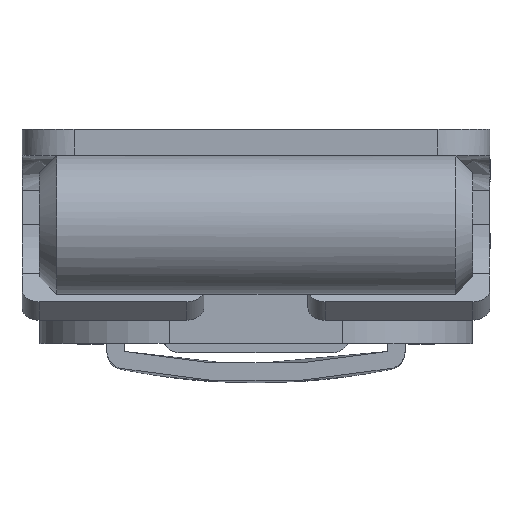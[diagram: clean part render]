
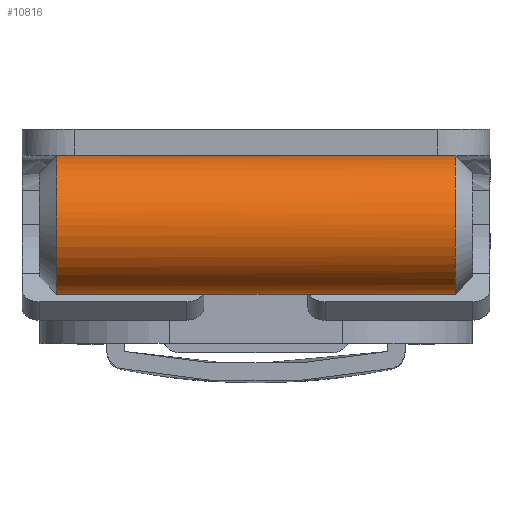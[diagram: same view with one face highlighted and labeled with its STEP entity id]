
A CAD part, top view. The second image highlights one B-rep face of the part: STEP entity #10816.
In plain terms, the highlighted free-form (B-spline) face has degree [2, 1] with [7, 2] control points.
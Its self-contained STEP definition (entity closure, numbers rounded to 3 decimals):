
#10548=CARTESIAN_POINT('',(11.5,-9.5,39.035));
#10549=VERTEX_POINT('',#10548);
#10557=CARTESIAN_POINT('',(11.5,-1.5,38.965));
#10558=VERTEX_POINT('',#10557);
#10564=CARTESIAN_POINT('',(11.5,-5.5,43.));
#10565=VERTEX_POINT('',#10564);
#10566=CARTESIAN_POINT('',(11.5,-5.5,43.));
#10567=CARTESIAN_POINT('',(11.5,-1.5,43.));
#10568=CARTESIAN_POINT('',(11.5,-1.5,39.));
#10569=CARTESIAN_POINT('',(11.5,-1.5,38.983));
#10570=CARTESIAN_POINT('',(11.5,-1.5,38.965));
#10578=(BOUNDED_CURVE()B_SPLINE_CURVE(2,(#10566,#10567,#10568,#10569,#10570),.UNSPECIFIED.,.F.,.U.)B_SPLINE_CURVE_WITH_KNOTS((3,2,3),(0.5,0.75,0.752),.UNSPECIFIED.)CURVE()GEOMETRIC_REPRESENTATION_ITEM()RATIONAL_B_SPLINE_CURVE((1.0,0.707,1.0,0.998,0.996))REPRESENTATION_ITEM(''));
#10579=EDGE_CURVE('',#10565,#10558,#10578,.T.);
#10581=CARTESIAN_POINT('',(11.5,-9.5,39.035));
#10582=CARTESIAN_POINT('',(11.5,-9.465,43.));
#10583=CARTESIAN_POINT('',(11.5,-5.5,43.));
#10591=(BOUNDED_CURVE()B_SPLINE_CURVE(2,(#10581,#10582,#10583),.UNSPECIFIED.,.F.,.U.)B_SPLINE_CURVE_WITH_KNOTS((3,3),(0.252,0.5),.UNSPECIFIED.)CURVE()GEOMETRIC_REPRESENTATION_ITEM()RATIONAL_B_SPLINE_CURVE((0.996,0.709,1.0))REPRESENTATION_ITEM(''));
#10592=EDGE_CURVE('',#10549,#10565,#10591,.T.);
#10676=CARTESIAN_POINT('',(-11.5,-9.5,38.983));
#10677=VERTEX_POINT('',#10676);
#10683=CARTESIAN_POINT('',(-11.5,-5.5,43.));
#10684=VERTEX_POINT('',#10683);
#10685=CARTESIAN_POINT('',(-11.5,-5.5,43.));
#10686=CARTESIAN_POINT('',(-11.5,-9.465,42.974));
#10687=CARTESIAN_POINT('',(-11.5,-9.5,38.983));
#10695=(BOUNDED_CURVE()B_SPLINE_CURVE(2,(#10685,#10686,#10687),.UNSPECIFIED.,.F.,.U.)B_SPLINE_CURVE_WITH_KNOTS((3,3),(0.5,0.748),.UNSPECIFIED.)CURVE()GEOMETRIC_REPRESENTATION_ITEM()RATIONAL_B_SPLINE_CURVE((1.0,0.709,0.996))REPRESENTATION_ITEM(''));
#10696=EDGE_CURVE('',#10684,#10677,#10695,.T.);
#10698=CARTESIAN_POINT('',(-11.5,-1.5,39.017));
#10699=VERTEX_POINT('',#10698);
#10700=CARTESIAN_POINT('',(-11.5,-1.5,39.017));
#10701=CARTESIAN_POINT('',(-11.5,-1.517,43.));
#10702=CARTESIAN_POINT('',(-11.5,-5.5,43.));
#10710=(BOUNDED_CURVE()B_SPLINE_CURVE(2,(#10700,#10701,#10702),.UNSPECIFIED.,.F.,.U.)B_SPLINE_CURVE_WITH_KNOTS((3,3),(0.251,0.5),.UNSPECIFIED.)CURVE()GEOMETRIC_REPRESENTATION_ITEM()RATIONAL_B_SPLINE_CURVE((0.998,0.708,1.0))REPRESENTATION_ITEM(''));
#10711=EDGE_CURVE('',#10699,#10684,#10710,.T.);
#10778=CARTESIAN_POINT('',(12.075,-9.501,38.927));
#10779=CARTESIAN_POINT('',(12.075,-9.5,38.981));
#10780=CARTESIAN_POINT('',(12.075,-9.465,43.035));
#10781=CARTESIAN_POINT('',(12.075,-5.465,43.));
#10782=CARTESIAN_POINT('',(12.075,-1.465,42.965));
#10783=CARTESIAN_POINT('',(12.075,-1.5,38.937));
#10784=CARTESIAN_POINT('',(12.075,-1.501,38.909));
#10785=CARTESIAN_POINT('',(-12.089,-9.501,38.927));
#10786=CARTESIAN_POINT('',(-12.089,-9.5,38.981));
#10787=CARTESIAN_POINT('',(-12.089,-9.465,43.035));
#10788=CARTESIAN_POINT('',(-12.089,-5.465,43.));
#10789=CARTESIAN_POINT('',(-12.089,-1.465,42.965));
#10790=CARTESIAN_POINT('',(-12.089,-1.5,38.937));
#10791=CARTESIAN_POINT('',(-12.089,-1.501,38.909));
#10799=(BOUNDED_SURFACE()B_SPLINE_SURFACE(2,1,((#10778,#10785),(#10779,#10786),(#10780,#10787),(#10781,#10788),(#10782,#10789),(#10783,#10790),(#10784,#10791)),.UNSPECIFIED.,.F.,.F.,.U.)B_SPLINE_SURFACE_WITH_KNOTS((3,1,2,1,3),(2,2),(0.0,0.128,6.755,13.383,13.449),(0.0,24.164),.UNSPECIFIED.)GEOMETRIC_REPRESENTATION_ITEM()RATIONAL_B_SPLINE_SURFACE(((1.011,1.011),(1.006,1.006),(0.707,0.707),(1.0,1.0),(0.707,0.707),(1.003,1.003),(1.006,1.006)))REPRESENTATION_ITEM('')SURFACE());
#10800=ORIENTED_EDGE('',*,*,#10592,.T.);
#10801=ORIENTED_EDGE('',*,*,#10579,.T.);
#10802=CARTESIAN_POINT('',(11.5,-1.5,38.965));
#10803=CARTESIAN_POINT('',(-11.5,-1.5,39.017));
#10804=QUASI_UNIFORM_CURVE('',1,(#10802,#10803),.UNSPECIFIED.,.F.,.U.);
#10805=EDGE_CURVE('',#10558,#10699,#10804,.T.);
#10806=ORIENTED_EDGE('',*,*,#10805,.T.);
#10807=ORIENTED_EDGE('',*,*,#10711,.T.);
#10808=ORIENTED_EDGE('',*,*,#10696,.T.);
#10809=CARTESIAN_POINT('',(11.5,-9.5,39.035));
#10810=CARTESIAN_POINT('',(-11.5,-9.5,38.983));
#10811=QUASI_UNIFORM_CURVE('',1,(#10809,#10810),.UNSPECIFIED.,.F.,.U.);
#10812=EDGE_CURVE('',#10549,#10677,#10811,.T.);
#10813=ORIENTED_EDGE('',*,*,#10812,.F.);
#10814=EDGE_LOOP('',(#10800,#10801,#10806,#10807,#10808,#10813));
#10815=FACE_OUTER_BOUND('',#10814,.T.);
#10816=ADVANCED_FACE('',(#10815),#10799,.T.);
